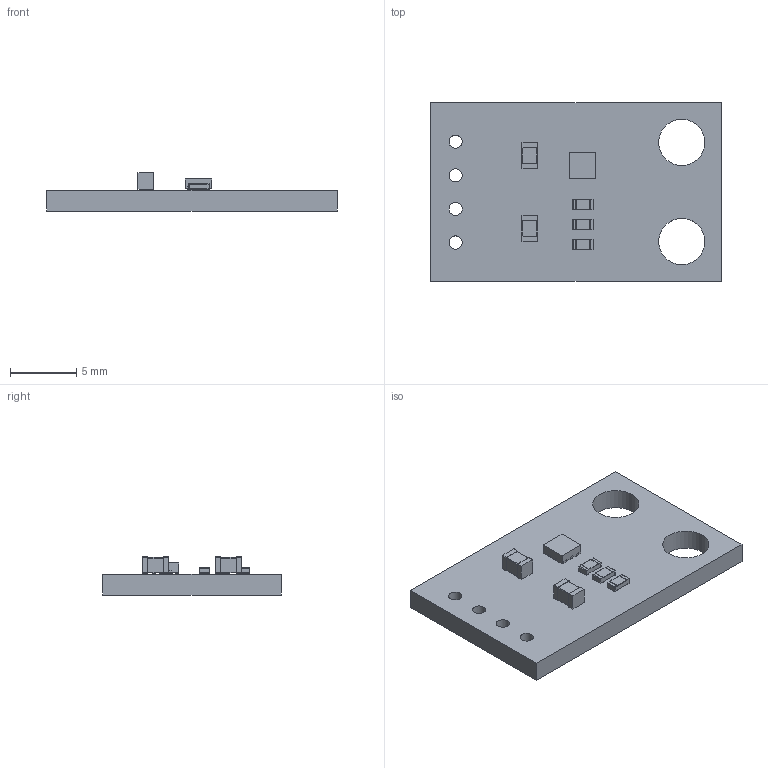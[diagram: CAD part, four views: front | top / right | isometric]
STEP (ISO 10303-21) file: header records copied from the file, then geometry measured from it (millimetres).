
FILE_DESCRIPTION(('KiCad electronic assembly'),'2;1');
FILE_NAME('VoltageRegulator.step','2023-06-11T22:15:09',('Pcbnew'),( 'Kicad'),'Open CASCADE STEP processor 7.6','KiCad to STEP converter' ,'Unknown');
FILE_SCHEMA(('AUTOMOTIVE_DESIGN { 1 0 10303 214 1 1 1 1 }'));
Length unit declared in the file: millimetre
Products named in the file (8): VoltageRegulator 1; C_0805_2012Metric; SOLID; R_0603_1608Metric; DRV0006A; COMPOUND; _autosave-VoltageRegulator PCB
Assembly tree (10 placements, depth 3):
  VoltageRegulator 1
    C_0805_2012Metric  x2
      SOLID
    R_0603_1608Metric  x3
      SOLID
    DRV0006A
      COMPOUND
    _autosave-VoltageRegulator PCB
Bounding box: 22 x 13.5 x 2.88 mm (x, y, z)
Volume: 444.4 mm3; surface area: 780.6 mm2
Topology: 14 solids, 14 shells, 263 faces, 684 edges, 452 vertices
Faces by surface type: plane 209, cylinder 54
Full cylindrical faces by diameter (mm): 1 x4, 3.5 x2
Entity records: 12472 total; most frequent: CARTESIAN_POINT 2130, DIRECTION 1836, LINE 1324, VECTOR 1324, ORIENTED_EDGE 952, PCURVE 952, DEFINITIONAL_REPRESENTATION 952, EDGE_CURVE 476
